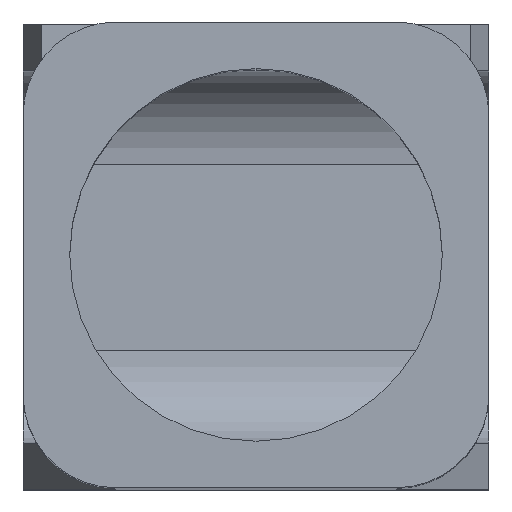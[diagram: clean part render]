
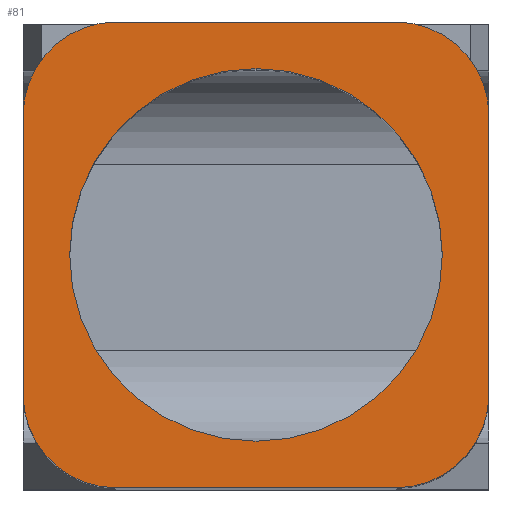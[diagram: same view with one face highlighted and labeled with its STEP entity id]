
A CAD part, top view. The second image highlights one B-rep face of the part: STEP entity #81.
In plain terms, the highlighted planar face has unit normal (0, 0, 1).
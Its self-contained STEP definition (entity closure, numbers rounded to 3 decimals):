
#7 = AXIS2_PLACEMENT_3D ( 'NONE', #2121, #1108, #437 ) ;
#52 = EDGE_CURVE ( 'NONE', #1189, #745, #884, .T. ) ;
#71 = FACE_OUTER_BOUND ( 'NONE', #261, .T. ) ;
#81 = ADVANCED_FACE ( 'NONE', ( #823, #71 ), #883, .T. ) ;
#121 = DIRECTION ( 'NONE',  ( -1., 0., 0. ) ) ;
#211 = DIRECTION ( 'NONE',  ( 0., 0., -1. ) ) ;
#235 = EDGE_CURVE ( 'NONE', #1828, #1056, #376, .T. ) ;
#249 = DIRECTION ( 'NONE',  ( 0., 0., -1. ) ) ;
#261 = EDGE_LOOP ( 'NONE', ( #1438, #1833, #1321, #861, #1999, #1796, #1582, #1724 ) ) ;
#269 = CARTESIAN_POINT ( 'NONE',  ( -0.6, 1., 3. ) ) ;
#293 = EDGE_LOOP ( 'NONE', ( #1609, #1771 ) ) ;
#338 = CARTESIAN_POINT ( 'NONE',  ( 0., 0., 3. ) ) ;
#364 = AXIS2_PLACEMENT_3D ( 'NONE', #2177, #249, #421 ) ;
#376 = CIRCLE ( 'NONE', #364, 0.4 ) ;
#410 = DIRECTION ( 'NONE',  ( 0., -1., 0. ) ) ;
#415 = EDGE_CURVE ( 'NONE', #1183, #1056, #1952, .T. ) ;
#421 = DIRECTION ( 'NONE',  ( -1., 0., 0. ) ) ;
#425 = CIRCLE ( 'NONE', #7, 0.8 ) ;
#437 = DIRECTION ( 'NONE',  ( 1., 0., 0. ) ) ;
#442 = CARTESIAN_POINT ( 'NONE',  ( -0.8, 0., 3. ) ) ;
#460 = AXIS2_PLACEMENT_3D ( 'NONE', #705, #211, #717 ) ;
#482 = EDGE_CURVE ( 'NONE', #1414, #691, #1840, .T. ) ;
#514 = CARTESIAN_POINT ( 'NONE',  ( 1., -0.6, 3. ) ) ;
#637 = DIRECTION ( 'NONE',  ( 0., 0., 1. ) ) ;
#665 = VERTEX_POINT ( 'NONE', #2088 ) ;
#682 = DIRECTION ( 'NONE',  ( 0., 0., -1. ) ) ;
#691 = VERTEX_POINT ( 'NONE', #1592 ) ;
#705 = CARTESIAN_POINT ( 'NONE',  ( -0.6, 0.6, 3. ) ) ;
#717 = DIRECTION ( 'NONE',  ( 1., 0., 0. ) ) ;
#745 = VERTEX_POINT ( 'NONE', #1800 ) ;
#817 = VECTOR ( 'NONE', #410, 1000. ) ;
#821 = CARTESIAN_POINT ( 'NONE',  ( 1., 0.6, 3. ) ) ;
#823 = FACE_BOUND ( 'NONE', #293, .T. ) ;
#849 = CARTESIAN_POINT ( 'NONE',  ( 0., 1., 3. ) ) ;
#861 = ORIENTED_EDGE ( 'NONE', *, *, #235, .F. ) ;
#883 = PLANE ( 'NONE',  #1569 ) ;
#884 = LINE ( 'NONE', #1566, #1926 ) ;
#911 = CARTESIAN_POINT ( 'NONE',  ( -1., 0., 3. ) ) ;
#968 = AXIS2_PLACEMENT_3D ( 'NONE', #1361, #1347, #2032 ) ;
#990 = EDGE_CURVE ( 'NONE', #1460, #1828, #1613, .T. ) ;
#1009 = EDGE_CURVE ( 'NONE', #1183, #745, #1950, .T. ) ;
#1056 = VERTEX_POINT ( 'NONE', #821 ) ;
#1060 = CARTESIAN_POINT ( 'NONE',  ( 0., 0., 3. ) ) ;
#1094 = VERTEX_POINT ( 'NONE', #1728 ) ;
#1101 = VECTOR ( 'NONE', #1349, 1000. ) ;
#1108 = DIRECTION ( 'NONE',  ( 0., 0., -1. ) ) ;
#1163 = EDGE_CURVE ( 'NONE', #1094, #1460, #1175, .T. ) ;
#1175 = CIRCLE ( 'NONE', #460, 0.4 ) ;
#1183 = VERTEX_POINT ( 'NONE', #514 ) ;
#1189 = VERTEX_POINT ( 'NONE', #1589 ) ;
#1195 = AXIS2_PLACEMENT_3D ( 'NONE', #338, #682, #1546 ) ;
#1233 = LINE ( 'NONE', #911, #817 ) ;
#1274 = EDGE_CURVE ( 'NONE', #1094, #665, #1233, .T. ) ;
#1321 = ORIENTED_EDGE ( 'NONE', *, *, #415, .T. ) ;
#1347 = DIRECTION ( 'NONE',  ( 0., 0., -1. ) ) ;
#1349 = DIRECTION ( 'NONE',  ( 0., 1., 0. ) ) ;
#1361 = CARTESIAN_POINT ( 'NONE',  ( 0.6, -0.6, 3. ) ) ;
#1402 = DIRECTION ( 'NONE',  ( 1., 0., 0. ) ) ;
#1411 = DIRECTION ( 'NONE',  ( 1., 0., 0. ) ) ;
#1414 = VERTEX_POINT ( 'NONE', #442 ) ;
#1417 = DIRECTION ( 'NONE',  ( 0., 0., 1. ) ) ;
#1438 = ORIENTED_EDGE ( 'NONE', *, *, #52, .T. ) ;
#1460 = VERTEX_POINT ( 'NONE', #269 ) ;
#1481 = EDGE_CURVE ( 'NONE', #665, #1189, #1762, .T. ) ;
#1520 = CARTESIAN_POINT ( 'NONE',  ( -0.6, -0.6, 3. ) ) ;
#1546 = DIRECTION ( 'NONE',  ( 1., 0., 0. ) ) ;
#1566 = CARTESIAN_POINT ( 'NONE',  ( 0., -1., 3. ) ) ;
#1569 = AXIS2_PLACEMENT_3D ( 'NONE', #1060, #1417, #1411 ) ;
#1582 = ORIENTED_EDGE ( 'NONE', *, *, #1274, .T. ) ;
#1589 = CARTESIAN_POINT ( 'NONE',  ( -0.6, -1., 3. ) ) ;
#1590 = VECTOR ( 'NONE', #2012, 1000. ) ;
#1592 = CARTESIAN_POINT ( 'NONE',  ( 0.8, 0., 3. ) ) ;
#1609 = ORIENTED_EDGE ( 'NONE', *, *, #1846, .T. ) ;
#1613 = LINE ( 'NONE', #849, #1590 ) ;
#1724 = ORIENTED_EDGE ( 'NONE', *, *, #1481, .T. ) ;
#1728 = CARTESIAN_POINT ( 'NONE',  ( -1., 0.6, 3. ) ) ;
#1762 = CIRCLE ( 'NONE', #2078, 0.4 ) ;
#1771 = ORIENTED_EDGE ( 'NONE', *, *, #482, .T. ) ;
#1796 = ORIENTED_EDGE ( 'NONE', *, *, #1163, .F. ) ;
#1800 = CARTESIAN_POINT ( 'NONE',  ( 0.6, -1., 3. ) ) ;
#1828 = VERTEX_POINT ( 'NONE', #2057 ) ;
#1833 = ORIENTED_EDGE ( 'NONE', *, *, #1009, .F. ) ;
#1840 = CIRCLE ( 'NONE', #1195, 0.8 ) ;
#1846 = EDGE_CURVE ( 'NONE', #691, #1414, #425, .T. ) ;
#1926 = VECTOR ( 'NONE', #1402, 1000. ) ;
#1950 = CIRCLE ( 'NONE', #968, 0.4 ) ;
#1952 = LINE ( 'NONE', #2008, #1101 ) ;
#1999 = ORIENTED_EDGE ( 'NONE', *, *, #990, .F. ) ;
#2008 = CARTESIAN_POINT ( 'NONE',  ( 1., 0., 3. ) ) ;
#2012 = DIRECTION ( 'NONE',  ( 1., 0., 0. ) ) ;
#2032 = DIRECTION ( 'NONE',  ( 1., 0., 0. ) ) ;
#2057 = CARTESIAN_POINT ( 'NONE',  ( 0.6, 1., 3. ) ) ;
#2078 = AXIS2_PLACEMENT_3D ( 'NONE', #1520, #637, #121 ) ;
#2088 = CARTESIAN_POINT ( 'NONE',  ( -1., -0.6, 3. ) ) ;
#2121 = CARTESIAN_POINT ( 'NONE',  ( 0., 0., 3. ) ) ;
#2177 = CARTESIAN_POINT ( 'NONE',  ( 0.6, 0.6, 3. ) ) ;
